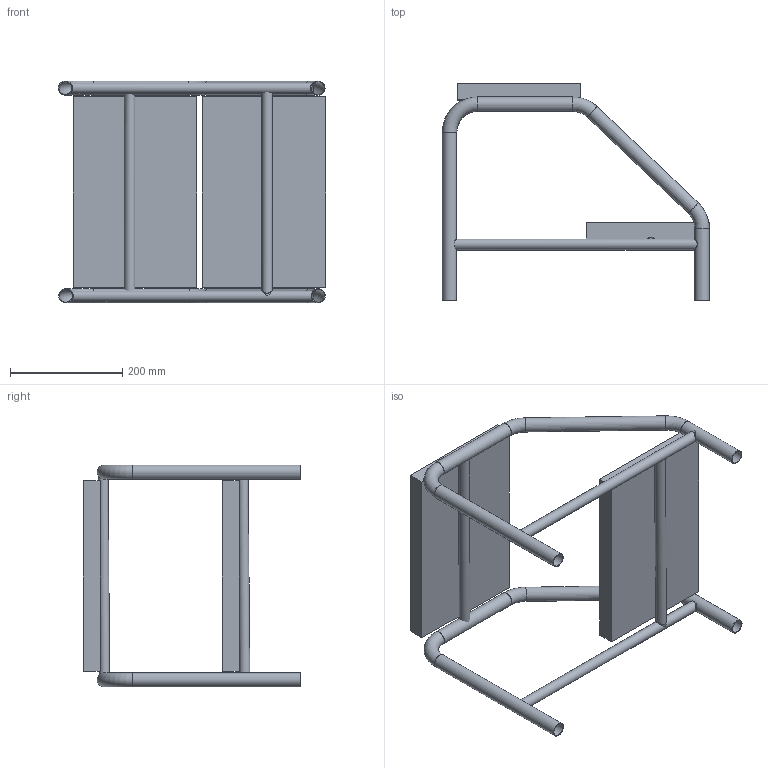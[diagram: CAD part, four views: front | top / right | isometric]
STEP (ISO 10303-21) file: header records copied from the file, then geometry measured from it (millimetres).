
FILE_DESCRIPTION(/* description */ (''),/* implementation_level */ '2;1');
FILE_NAME(/* name */ 'escalera.stp',/* time_stamp */ '2023-11-23T13:56:38-05:00',/* author */ ('Daniel'),/* organization */ (''),/* preprocessor_version */ 'ST-DEVELOPER v19',/* originating_system */ 'Autodesk Inventor 2023',/* authorisation */ '');
FILE_SCHEMA (('AUTOMOTIVE_DESIGN { 1 0 10303 214 3 1 1 }'));
Length unit declared in the file: millimetre
Products named in the file (5): escalera; patasescalera; tubolargo; tubo pequeño; pasos
Assembly tree (8 placements, depth 2):
  escalera
    patasescalera  x2
    tubolargo  x2
    pasos  x2
    tubo pequeño  x2
Bounding box: 476.53 x 387.35 x 395.4 mm (x, y, z)
Volume: 4772855 mm3; surface area: 850393.3 mm2
Topology: 8 solids, 8 shells, 76 faces, 232 edges, 240 vertices
Faces by surface type: cylinder 32, plane 32, torus 12
Full cylindrical faces by diameter (mm): 16.7 x2, 16.764 x2, 19 x2, 19.05 x2, 23 x8, 25.4 x8
Entity records: 1731 total; most frequent: CARTESIAN_POINT 543, DIRECTION 224, ORIENTED_EDGE 164, AXIS2_PLACEMENT_3D 96, EDGE_CURVE 82, VERTEX_POINT 52, EDGE_LOOP 44, CIRCLE 41
